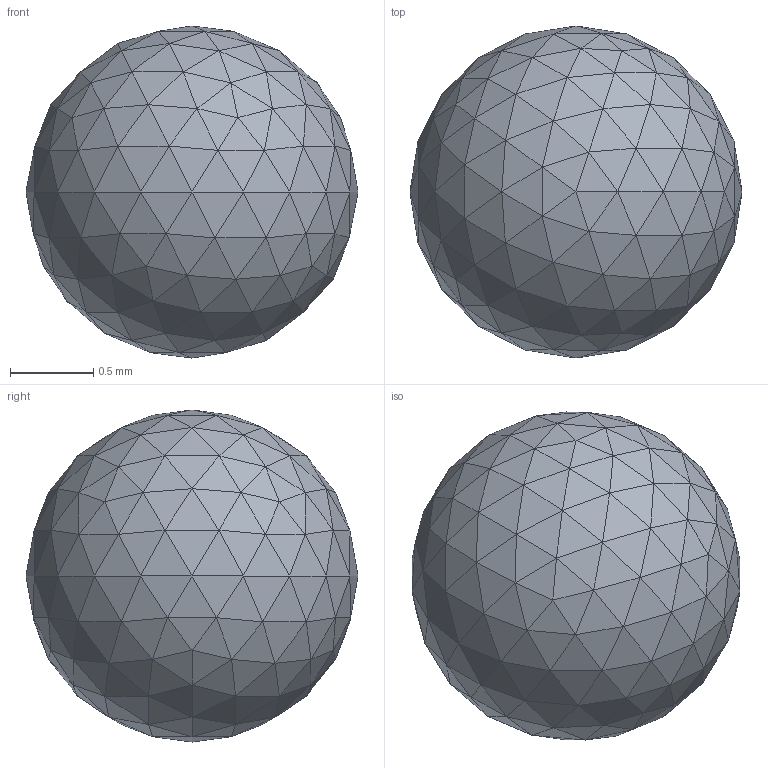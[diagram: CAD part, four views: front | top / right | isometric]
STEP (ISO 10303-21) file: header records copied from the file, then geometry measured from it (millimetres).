
FILE_DESCRIPTION(('FreeCAD Model'),'2;1');
FILE_NAME('Open CASCADE Shape Model','2023-07-19T16:01:18',('Author'),( ''),'Open CASCADE STEP processor 7.6','FreeCAD','Unknown');
FILE_SCHEMA(('AUTOMOTIVE_DESIGN { 1 0 10303 214 1 1 1 1 }'));
Length unit declared in the file: millimetre
Products named in the file (1): Sphere001 (Solid)
Bounding box: 2 x 2 x 2 mm (x, y, z)
Volume: 4 mm3; surface area: 12.3 mm2
Topology: 1 solids, 1 shells, 320 faces, 480 edges, 162 vertices
Faces by surface type: plane 320
Entity records: 12514 total; most frequent: DIRECTION 2082, CARTESIAN_POINT 1923, LINE 1440, VECTOR 1440, ORIENTED_EDGE 960, PCURVE 960, DEFINITIONAL_REPRESENTATION 960, EDGE_CURVE 480
